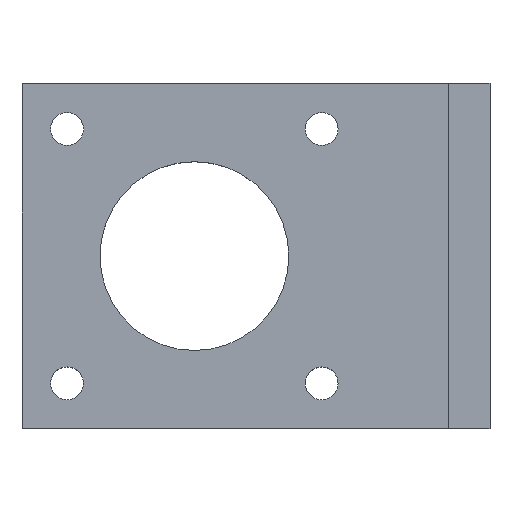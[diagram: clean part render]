
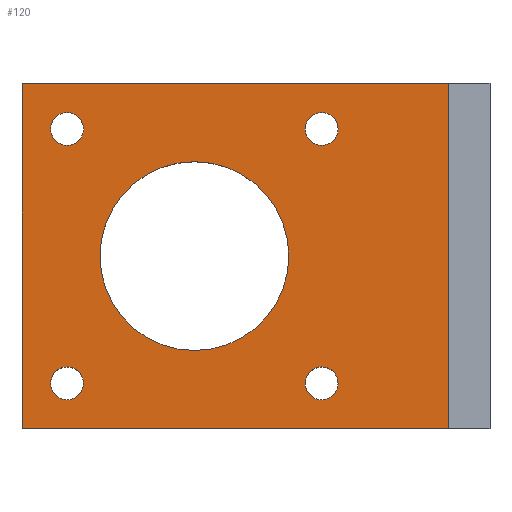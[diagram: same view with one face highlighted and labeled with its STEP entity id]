
A CAD part, top view. The second image highlights one B-rep face of the part: STEP entity #120.
In plain terms, the highlighted planar face has unit normal (0, 0, 1).
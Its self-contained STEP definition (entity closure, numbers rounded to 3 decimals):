
#120=ADVANCED_FACE('',(#261,#263,#265,#267,#269,#271),#273,.F.);
#261=FACE_BOUND('',#262,.T.);
#262=EDGE_LOOP('',(#371,#372,#373,#374));
#263=FACE_BOUND('',#264,.T.);
#264=EDGE_LOOP('',(#375));
#265=FACE_BOUND('',#266,.T.);
#266=EDGE_LOOP('',(#376));
#267=FACE_BOUND('',#268,.T.);
#268=EDGE_LOOP('',(#377));
#269=FACE_BOUND('',#270,.T.);
#270=EDGE_LOOP('',(#378));
#271=FACE_BOUND('',#272,.T.);
#272=EDGE_LOOP('',(#379));
#273=PLANE('',#274);
#274=AXIS2_PLACEMENT_3D('',#275,#276,#277);
#275=CARTESIAN_POINT('',(0.,0.,0.));
#276=DIRECTION('',(0.,0.,-1.));
#277=DIRECTION('',(1.,0.,0.));
#371=ORIENTED_EDGE('',*,*,#400,.F.);
#372=ORIENTED_EDGE('',*,*,#414,.F.);
#373=ORIENTED_EDGE('',*,*,#420,.F.);
#374=ORIENTED_EDGE('',*,*,#418,.F.);
#375=ORIENTED_EDGE('',*,*,#421,.T.);
#376=ORIENTED_EDGE('',*,*,#422,.T.);
#377=ORIENTED_EDGE('',*,*,#423,.T.);
#378=ORIENTED_EDGE('',*,*,#424,.T.);
#379=ORIENTED_EDGE('',*,*,#425,.F.);
#400=EDGE_CURVE('',#438,#439,#440,.F.);
#414=EDGE_CURVE('',#465,#438,#466,.F.);
#418=EDGE_CURVE('',#439,#470,#471,.F.);
#420=EDGE_CURVE('',#470,#465,#473,.F.);
#421=EDGE_CURVE('',#474,#474,#475,.T.);
#422=EDGE_CURVE('',#476,#476,#477,.T.);
#423=EDGE_CURVE('',#478,#478,#479,.T.);
#424=EDGE_CURVE('',#480,#480,#481,.T.);
#425=EDGE_CURVE('',#482,#482,#483,.F.);
#438=VERTEX_POINT('',#510);
#439=VERTEX_POINT('',#511);
#440=LINE('',#512,#513);
#465=VERTEX_POINT('',#572);
#466=LINE('',#573,#574);
#470=VERTEX_POINT('',#585);
#471=LINE('',#586,#587);
#473=LINE('',#592,#593);
#474=VERTEX_POINT('',#595);
#475=CIRCLE('',#596,2.);
#476=VERTEX_POINT('',#600);
#477=CIRCLE('',#601,2.);
#478=VERTEX_POINT('',#605);
#479=CIRCLE('',#606,2.);
#480=VERTEX_POINT('',#610);
#481=CIRCLE('',#611,2.);
#482=VERTEX_POINT('',#615);
#483=CIRCLE('',#616,11.5);
#510=CARTESIAN_POINT('',(52.,42.,0.));
#511=CARTESIAN_POINT('',(52.,0.,0.));
#512=CARTESIAN_POINT('',(52.,0.,0.));
#513=VECTOR('',#514,1.);
#514=DIRECTION('',(0.,1.,0.));
#572=CARTESIAN_POINT('',(0.,42.,0.));
#573=CARTESIAN_POINT('',(52.,42.,0.));
#574=VECTOR('',#575,1.);
#575=DIRECTION('',(-1.,0.,0.));
#585=CARTESIAN_POINT('',(0.,0.,0.));
#586=CARTESIAN_POINT('',(0.,0.,0.));
#587=VECTOR('',#588,1.);
#588=DIRECTION('',(1.,0.,0.));
#592=CARTESIAN_POINT('',(0.,42.,0.));
#593=VECTOR('',#594,1.);
#594=DIRECTION('',(0.,-1.,0.));
#595=CARTESIAN_POINT('',(38.5,36.5,0.));
#596=AXIS2_PLACEMENT_3D('',#597,#598,#599);
#597=CARTESIAN_POINT('',(36.5,36.5,0.));
#598=DIRECTION('',(0.,0.,-1.));
#599=DIRECTION('',(1.,0.,0.));
#600=CARTESIAN_POINT('',(7.5,36.5,0.));
#601=AXIS2_PLACEMENT_3D('',#602,#603,#604);
#602=CARTESIAN_POINT('',(5.5,36.5,0.));
#603=DIRECTION('',(0.,0.,-1.));
#604=DIRECTION('',(1.,0.,0.));
#605=CARTESIAN_POINT('',(38.5,5.5,0.));
#606=AXIS2_PLACEMENT_3D('',#607,#608,#609);
#607=CARTESIAN_POINT('',(36.5,5.5,0.));
#608=DIRECTION('',(0.,0.,-1.));
#609=DIRECTION('',(1.,0.,0.));
#610=CARTESIAN_POINT('',(7.5,5.5,0.));
#611=AXIS2_PLACEMENT_3D('',#612,#613,#614);
#612=CARTESIAN_POINT('',(5.5,5.5,0.));
#613=DIRECTION('',(0.,0.,-1.));
#614=DIRECTION('',(1.,0.,0.));
#615=CARTESIAN_POINT('',(32.5,21.,0.));
#616=AXIS2_PLACEMENT_3D('',#617,#618,#619);
#617=CARTESIAN_POINT('',(21.,21.,0.));
#618=DIRECTION('',(0.,0.,-1.));
#619=DIRECTION('',(1.,0.,0.));
